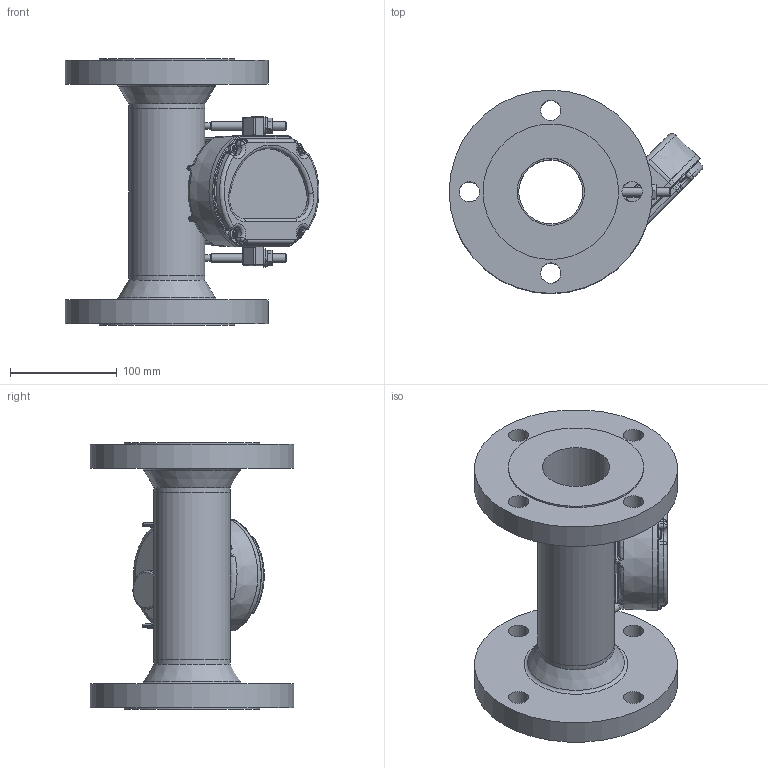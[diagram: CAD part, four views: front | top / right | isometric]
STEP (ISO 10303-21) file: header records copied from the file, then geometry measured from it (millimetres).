
FILE_DESCRIPTION(/* description */ (''),/* implementation_level */ '2;1');
FILE_NAME(/* name */ '',/* time_stamp */ '2015-12-23T10:00:50+01:00',/* author */ (''),/* organization */ (''),/* preprocessor_version */ 'ST-DEVELOPER v14',/* originating_system */ 'SIEMENS PLM Software NX 8.0',/* authorisation */ '');
FILE_SCHEMA (('CONFIG_CONTROL_DESIGN'));
Length unit declared in the file: millimetre
Products named in the file (1): sz13_3_inch_150lbs_in_only_stp
Bounding box: 237.73 x 190.5 x 250 mm (x, y, z)
Volume: 1894921.6 mm3; surface area: 313751.7 mm2
Topology: 17 solids, 17 shells, 824 faces, 1967 edges, 1133 vertices
Faces by surface type: cylinder 223, plane 182, torus 159, bspline 117, cone 105, sphere 38
Full cylindrical faces by diameter (mm): 4.597 x4, 4.699 x4, 6 x2, 6.858 x2, 7.9 x2, 8.738 x2, 9.271 x4, 17.475 x2, 19.05 x8, 60 x1, 63 x2, 71.5 x3, 127 x2, 190.5 x2
Entity records: 37110 total; most frequent: CARTESIAN_POINT 19046, DIRECTION 3915, ORIENTED_EDGE 3616, EDGE_CURVE 1808, AXIS2_PLACEMENT_3D 1670, VERTEX_POINT 1110, EDGE_LOOP 954, CIRCLE 907
